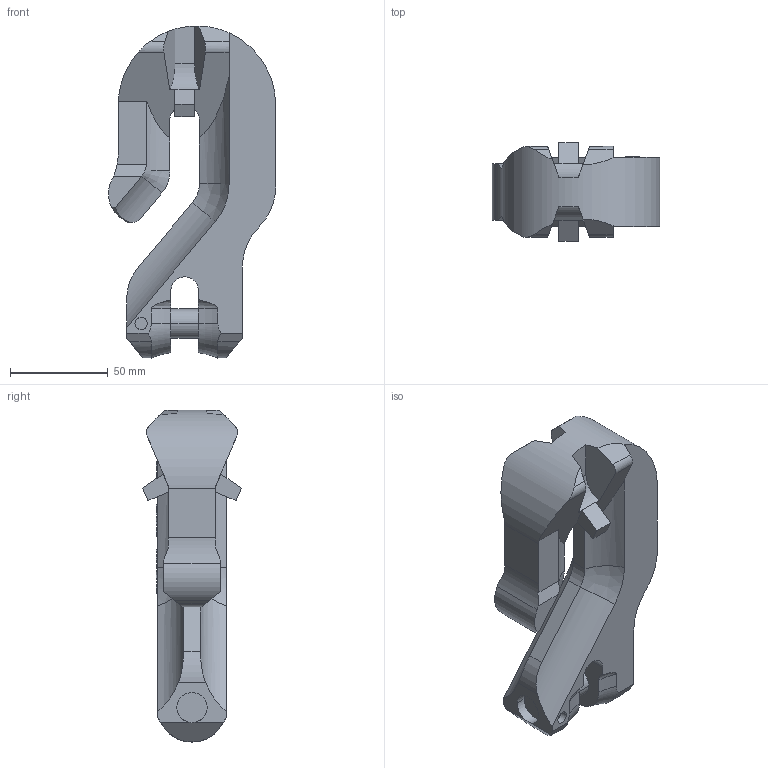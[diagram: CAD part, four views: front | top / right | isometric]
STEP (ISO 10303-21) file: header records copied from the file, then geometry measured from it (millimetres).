
FILE_DESCRIPTION((''),'2;1');
FILE_NAME('001-M31519-P-1','2004-10-21T',('Haas'),(''),'PRO/ENGINEER BY PARAMETRIC TECHNOLOGY CORPORATION, 2003450','PRO/ENGINEER BY PARAMETRIC TECHNOLOGY CORPORATION, 2003450','');
FILE_SCHEMA(('CONFIG_CONTROL_DESIGN'));
Length unit declared in the file: millimetre
Products named in the file (1): 001-M31519-P-1
Bounding box: 85.75 x 50.64 x 170.22 mm (x, y, z)
Volume: 276702.1 mm3; surface area: 41233.7 mm2
Topology: 1 solids, 1 shells, 332 faces, 924 edges, 612 vertices
Faces by surface type: plane 280, cylinder 42, bspline 8, torus 2
Entity records: 10872 total; most frequent: CARTESIAN_POINT 2403, ORIENTED_EDGE 1848, DIRECTION 1574, EDGE_CURVE 924, VECTOR 788, LINE 788, VERTEX_POINT 612, AXIS2_PLACEMENT_3D 393
